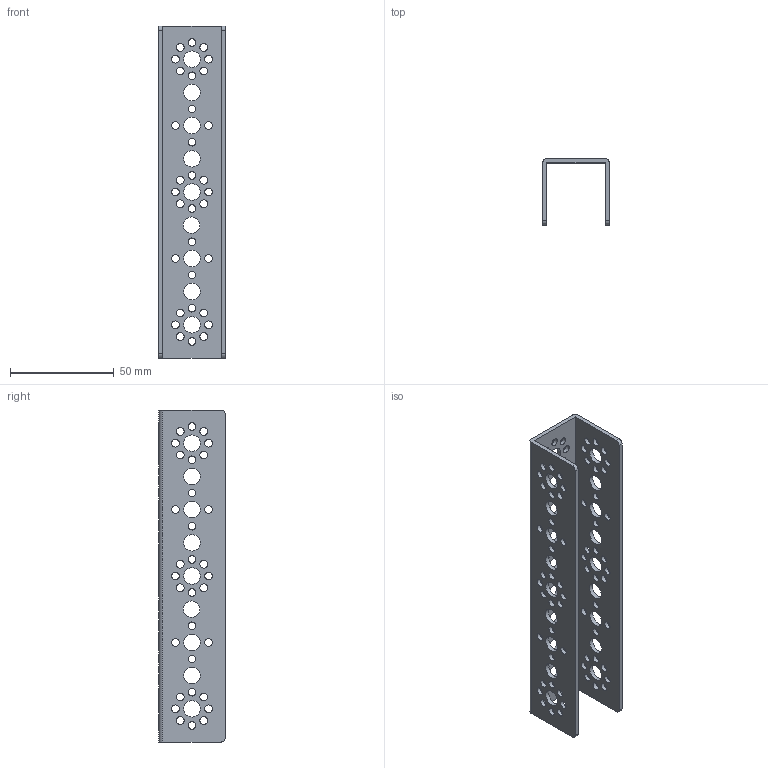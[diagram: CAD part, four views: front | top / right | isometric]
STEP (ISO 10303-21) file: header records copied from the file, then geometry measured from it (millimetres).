
FILE_DESCRIPTION(/* description */ (''),/* implementation_level */ '2;1');
FILE_NAME(/* name */ '39067_TXM-160mmChannel v1.step',/* time_stamp */ '2020-10-25T13:32:57-04:00',/* author */ (''),/* organization */ (''),/* preprocessor_version */ 'ST-DEVELOPER v18.1',/* originating_system */ 'Autodesk Translation Framework v9.3.0.1241',/* authorisation */ '');
FILE_SCHEMA (('AUTOMOTIVE_DESIGN { 1 0 10303 214 3 1 1 }'));
Length unit declared in the file: millimetre
Products named in the file (1): 39067_TXM-160mmChannel
Bounding box: 32 x 32 x 160 mm (x, y, z)
Volume: 24379.7 mm3; surface area: 28966.4 mm2
Topology: 1 solids, 1 shells, 139 faces, 411 edges, 274 vertices
Faces by surface type: cylinder 129, plane 10
Full cylindrical faces by diameter (mm): 3.7 x96, 8 x27
Entity records: 5335 total; most frequent: DIRECTION 949, CARTESIAN_POINT 825, ORIENTED_EDGE 822, EDGE_CURVE 411, AXIS2_PLACEMENT_3D 398, EDGE_LOOP 385, VERTEX_POINT 274, CIRCLE 258
